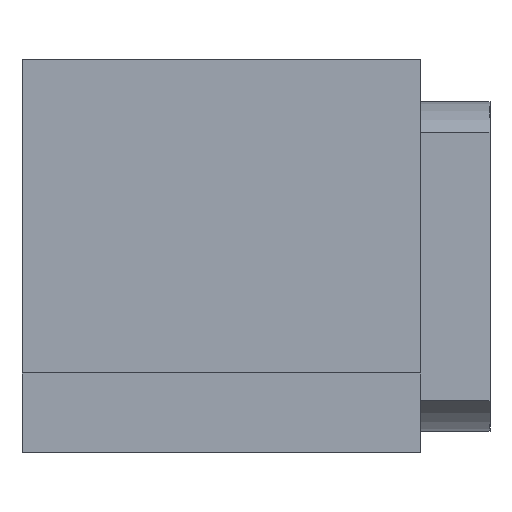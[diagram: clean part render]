
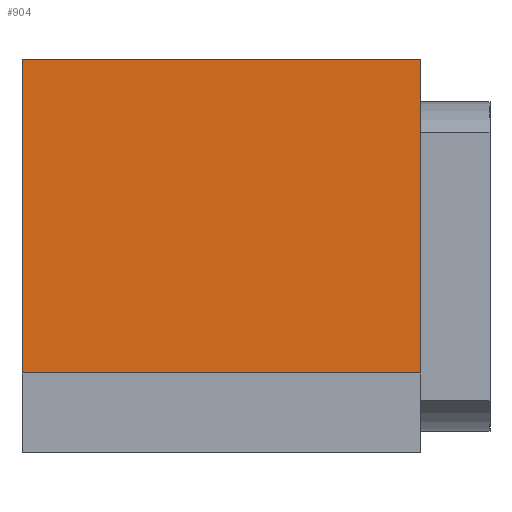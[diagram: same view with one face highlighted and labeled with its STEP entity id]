
A CAD part, front view. The second image highlights one B-rep face of the part: STEP entity #904.
In plain terms, the highlighted free-form (B-spline) face has degree [1, 1] with [2, 2] control points.
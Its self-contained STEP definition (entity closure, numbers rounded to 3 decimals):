
#622 = VERTEX_POINT('',#623);
#623 = CARTESIAN_POINT('',(-35.15,16.667,
    113.899));
#628 = EDGE_CURVE('',#629,#622,#631,.T.);
#629 = VERTEX_POINT('',#630);
#630 = CARTESIAN_POINT('',(48.187,16.667,
    113.899));
#631 = B_SPLINE_CURVE_WITH_KNOTS('',1,(#632,#633),.UNSPECIFIED.,.F.,.F.,
  (2,2),(-75.,-0.),.PIECEWISE_BEZIER_KNOTS.);
#632 = CARTESIAN_POINT('',(48.187,16.667,
    113.899));
#633 = CARTESIAN_POINT('',(-35.15,16.667,
    113.899));
#713 = VERTEX_POINT('',#714);
#714 = CARTESIAN_POINT('',(-35.15,16.667,
    48.34));
#719 = EDGE_CURVE('',#622,#713,#720,.T.);
#720 = B_SPLINE_CURVE_WITH_KNOTS('',1,(#721,#722),.UNSPECIFIED.,.F.,.F.,
  (2,2),(-58.,1.),.PIECEWISE_BEZIER_KNOTS.);
#721 = CARTESIAN_POINT('',(-35.15,16.667,
    113.899));
#722 = CARTESIAN_POINT('',(-35.15,16.667,
    48.34));
#758 = EDGE_CURVE('',#759,#629,#761,.T.);
#759 = VERTEX_POINT('',#760);
#760 = CARTESIAN_POINT('',(48.187,16.667,
    48.34));
#761 = B_SPLINE_CURVE_WITH_KNOTS('',1,(#762,#763),.UNSPECIFIED.,.F.,.F.,
  (2,2),(-1.,58.),.PIECEWISE_BEZIER_KNOTS.);
#762 = CARTESIAN_POINT('',(48.187,16.667,
    48.34));
#763 = CARTESIAN_POINT('',(48.187,16.667,
    113.899));
#904 = ADVANCED_FACE('',(#905),#915,.F.);
#905 = FACE_BOUND('',#906,.T.);
#906 = EDGE_LOOP('',(#907,#908,#913,#914));
#907 = ORIENTED_EDGE('',*,*,#719,.T.);
#908 = ORIENTED_EDGE('',*,*,#909,.T.);
#909 = EDGE_CURVE('',#713,#759,#910,.T.);
#910 = B_SPLINE_CURVE_WITH_KNOTS('',1,(#911,#912),.UNSPECIFIED.,.F.,.F.,
  (2,2),(0.,75.),.PIECEWISE_BEZIER_KNOTS.);
#911 = CARTESIAN_POINT('',(-35.15,16.667,
    48.34));
#912 = CARTESIAN_POINT('',(48.187,16.667,
    48.34));
#913 = ORIENTED_EDGE('',*,*,#758,.T.);
#914 = ORIENTED_EDGE('',*,*,#628,.T.);
#915 = B_SPLINE_SURFACE_WITH_KNOTS('',1,1,(
    (#916,#917)
    ,(#918,#919
    )),.UNSPECIFIED.,.F.,.F.,.F.,(2,2),(2,2),(43.504,
    102.504),(-31.633,43.367),
  .PIECEWISE_BEZIER_KNOTS.);
#916 = CARTESIAN_POINT('',(-35.15,16.667,
    48.34));
#917 = CARTESIAN_POINT('',(48.187,16.667,
    48.34));
#918 = CARTESIAN_POINT('',(-35.15,16.667,
    113.899));
#919 = CARTESIAN_POINT('',(48.187,16.667,
    113.899));
